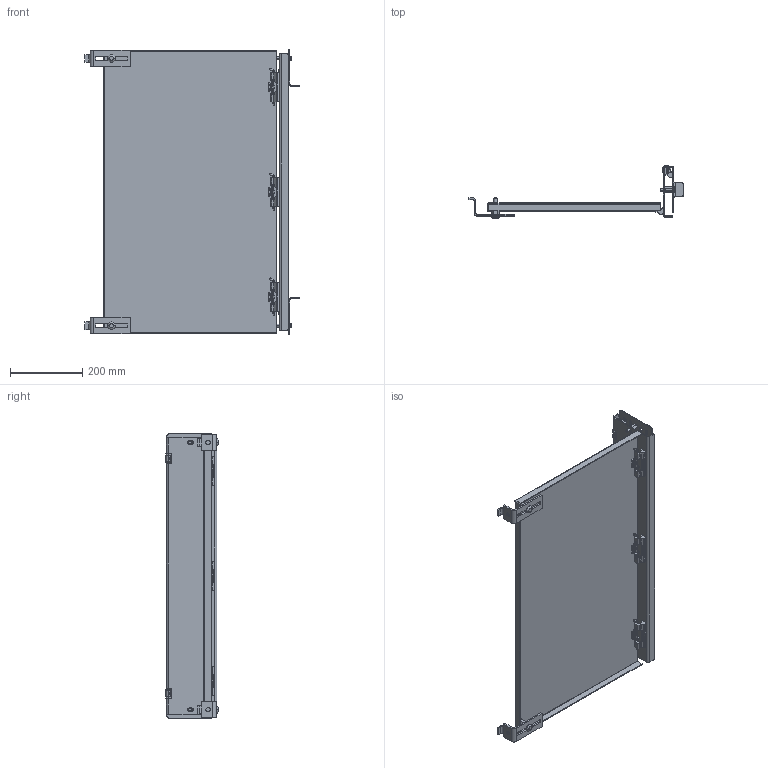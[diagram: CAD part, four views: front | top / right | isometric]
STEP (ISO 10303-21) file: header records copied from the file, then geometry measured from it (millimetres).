
FILE_DESCRIPTION (( 'STEP AP214' ), '1' );
FILE_NAME ('SCE-72SP24F4.STEP', '2022-07-20T19:08:36', ( '' ), ( '' ), 'SwSTEP 2.0', 'SolidWorks 2021', '' );
FILE_SCHEMA (( 'AUTOMOTIVE_DESIGN' ));
Length unit declared in the file: inch
Products named in the file (1): SCE-72SP24F4
Bounding box: 592.73 x 144.05 x 787.24 mm (x, y, z)
Volume: 1705791.2 mm3; surface area: 1270637.4 mm2
Topology: 39 solids, 39 shells, 1855 faces, 4779 edges, 3013 vertices
Faces by surface type: plane 892, cylinder 705, cone 114, bspline 86, torus 30, sphere 28
Full cylindrical faces by diameter (mm): 1.016 x5, 3.962 x2, 5.105 x10, 5.537 x6, 6.35 x10, 9.525 x2
Entity records: 69892 total; most frequent: CARTESIAN_POINT 24388, ORIENTED_EDGE 9430, DIRECTION 9209, EDGE_CURVE 4715, AXIS2_PLACEMENT_3D 3233, VERTEX_POINT 3008, LINE 2743, VECTOR 2743
